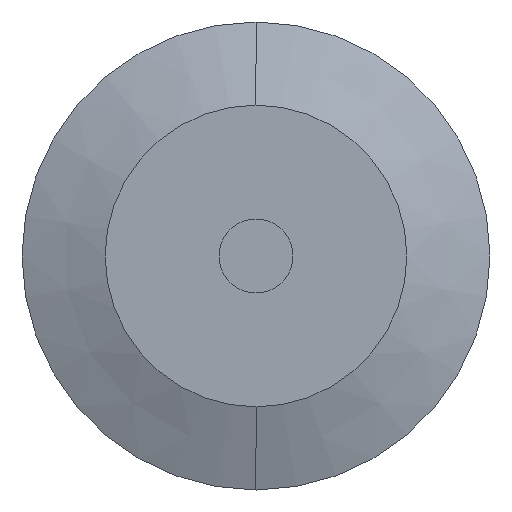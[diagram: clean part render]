
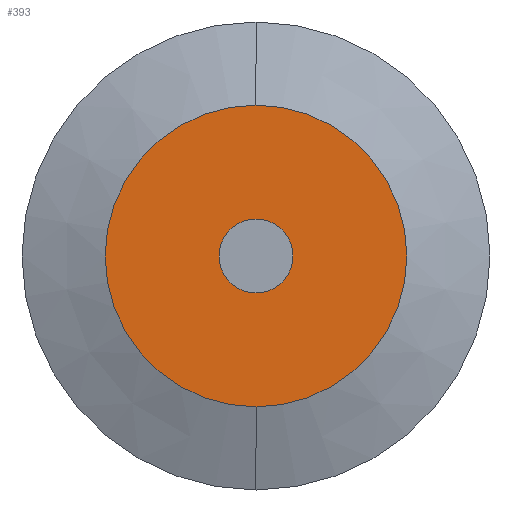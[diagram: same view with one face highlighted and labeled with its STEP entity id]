
A CAD part, left-side view. The second image highlights one B-rep face of the part: STEP entity #393.
In plain terms, the highlighted planar face has unit normal (-1, 0, 0).
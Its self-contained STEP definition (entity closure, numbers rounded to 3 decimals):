
#50 = CARTESIAN_POINT ( 'NONE',  ( 0., 4.67, 0. ) ) ;
#54 = DIRECTION ( 'NONE',  ( 0., 0., -1. ) ) ;
#89 = AXIS2_PLACEMENT_3D ( 'NONE', #330, #94, #760 ) ;
#94 = DIRECTION ( 'NONE',  ( -1., 0., 0. ) ) ;
#134 = AXIS2_PLACEMENT_3D ( 'NONE', #498, #153, #966 ) ;
#153 = DIRECTION ( 'NONE',  ( -1., 0., 0. ) ) ;
#165 = DIRECTION ( 'NONE',  ( -1., 0., 0. ) ) ;
#242 = EDGE_CURVE ( 'NONE', #302, #1433, #1488, .T. ) ;
#271 = ORIENTED_EDGE ( 'NONE', *, *, #1302, .T. ) ;
#281 = ORIENTED_EDGE ( 'NONE', *, *, #242, .T. ) ;
#299 = FACE_BOUND ( 'NONE', #703, .T. ) ;
#302 = VERTEX_POINT ( 'NONE', #524 ) ;
#330 = CARTESIAN_POINT ( 'NONE',  ( 0., 4.67, 0. ) ) ;
#393 = ADVANCED_FACE ( 'NONE', ( #299, #762 ), #1089, .F. ) ;
#422 = CARTESIAN_POINT ( 'NONE',  ( 0., 4.67, 1. ) ) ;
#498 = CARTESIAN_POINT ( 'NONE',  ( 0., 4.67, 0. ) ) ;
#524 = CARTESIAN_POINT ( 'NONE',  ( 0., 4.67, 4.08 ) ) ;
#533 = DIRECTION ( 'NONE',  ( 1., 0., 0. ) ) ;
#636 = CARTESIAN_POINT ( 'NONE',  ( 0., 4.67, -4.08 ) ) ;
#703 = EDGE_LOOP ( 'NONE', ( #1060, #806 ) ) ;
#743 = AXIS2_PLACEMENT_3D ( 'NONE', #1225, #533, #54 ) ;
#749 = CARTESIAN_POINT ( 'NONE',  ( 0., 4.67, 0. ) ) ;
#760 = DIRECTION ( 'NONE',  ( 0., 0., 1. ) ) ;
#762 = FACE_OUTER_BOUND ( 'NONE', #1126, .T. ) ;
#799 = VERTEX_POINT ( 'NONE', #1150 ) ;
#806 = ORIENTED_EDGE ( 'NONE', *, *, #1374, .F. ) ;
#881 = CIRCLE ( 'NONE', #134, 1. ) ;
#923 = VERTEX_POINT ( 'NONE', #422 ) ;
#955 = DIRECTION ( 'NONE',  ( 0., 0., 1. ) ) ;
#966 = DIRECTION ( 'NONE',  ( 0., 0., 1. ) ) ;
#1009 = CIRCLE ( 'NONE', #89, 1. ) ;
#1060 = ORIENTED_EDGE ( 'NONE', *, *, #1074, .F. ) ;
#1072 = AXIS2_PLACEMENT_3D ( 'NONE', #50, #165, #955 ) ;
#1074 = EDGE_CURVE ( 'NONE', #923, #799, #1009, .T. ) ;
#1089 = PLANE ( 'NONE',  #743 ) ;
#1105 = DIRECTION ( 'NONE',  ( -1., 0., 0. ) ) ;
#1126 = EDGE_LOOP ( 'NONE', ( #281, #271 ) ) ;
#1135 = DIRECTION ( 'NONE',  ( 0., 0., 1. ) ) ;
#1150 = CARTESIAN_POINT ( 'NONE',  ( 0., 4.67, -1. ) ) ;
#1225 = CARTESIAN_POINT ( 'NONE',  ( 0., 8.75, 0. ) ) ;
#1264 = AXIS2_PLACEMENT_3D ( 'NONE', #749, #1105, #1135 ) ;
#1302 = EDGE_CURVE ( 'NONE', #1433, #302, #1396, .T. ) ;
#1374 = EDGE_CURVE ( 'NONE', #799, #923, #881, .T. ) ;
#1396 = CIRCLE ( 'NONE', #1072, 4.08 ) ;
#1433 = VERTEX_POINT ( 'NONE', #636 ) ;
#1488 = CIRCLE ( 'NONE', #1264, 4.08 ) ;
